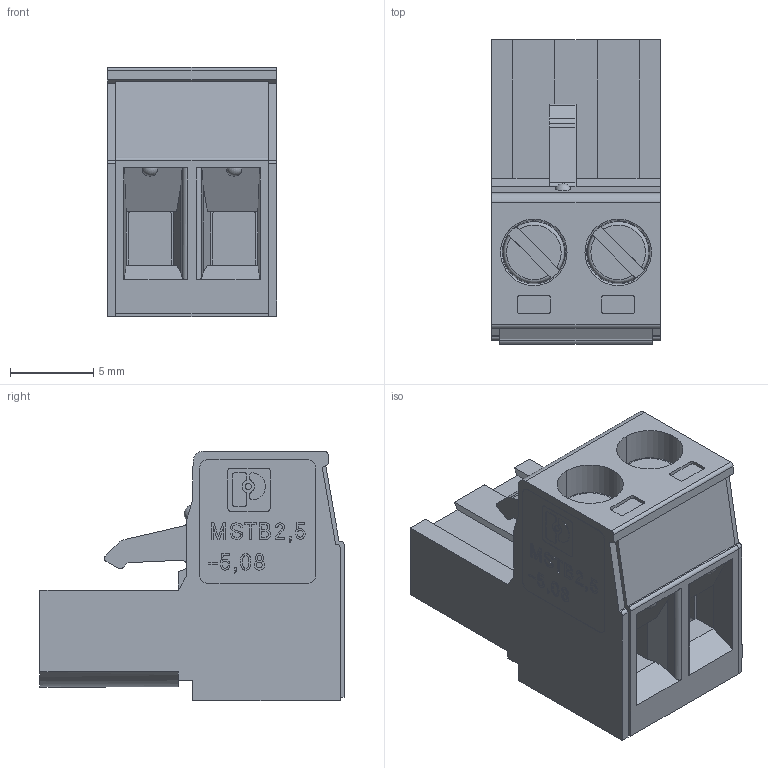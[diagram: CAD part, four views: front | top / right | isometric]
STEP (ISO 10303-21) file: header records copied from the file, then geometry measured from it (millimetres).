
FILE_DESCRIPTION(('Creo Elements/Direct Modeling STEP Export'),'2;1');
FILE_NAME('model.stp','2018-02-10T14:25:54',(''),(''),'Creo Elements/Direct Modeling STEP processor for AP214 (Solid Model)','Creo Elements/Direct Modeling 18.1I 14-Aug-2016 (C) Parametric Technology GmbH','');
FILE_SCHEMA(('AUTOMOTIVE_DESIGN { 1 0 10303 214 1 1 1 1 }'));
Length unit declared in the file: millimetre
Products named in the file (3): MSTB-2.5-Clamp-sleeve.1; MSTB-2.5-GEH; MSTB_2.5-2-ST-5.08
Assembly tree (3 placements, depth 2):
  MSTB_2.5-2-ST-5.08
    MSTB-2.5-Clamp-sleeve.1  x2
    MSTB-2.5-GEH
Bounding box: 10.22 x 18.3 x 15 mm (x, y, z)
Volume: 1527.4 mm3; surface area: 2082.7 mm2
Topology: 3 solids, 3 shells, 754 faces, 2105 edges, 1393 vertices
Faces by surface type: plane 654, cylinder 81, cone 12, torus 4, sphere 3
Entity records: 29469 total; most frequent: CARTESIAN_POINT 4603, ORIENTED_EDGE 4114, DIRECTION 3599, EDGE_CURVE 2057, VECTOR 1857, LINE 1857, VERTEX_POINT 1361, AXIS2_PLACEMENT_3D 871
